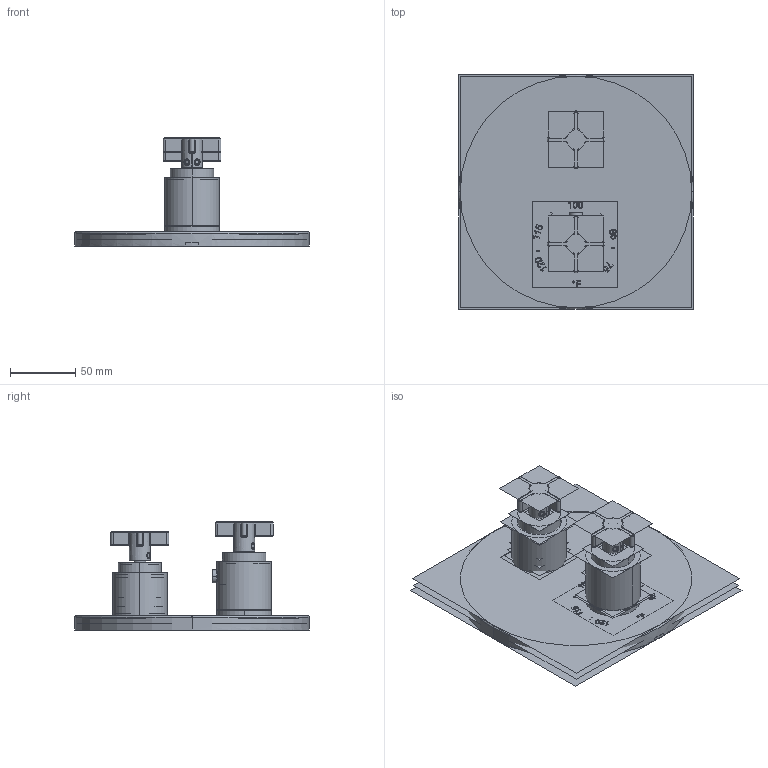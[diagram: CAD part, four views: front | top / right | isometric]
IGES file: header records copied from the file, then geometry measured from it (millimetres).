
Start section:  PTC IGES file: 3-3333tr_asm.igs
Global section: file name: 3-3333tr_asm.igs; native system: Creo Parametric by PTC Inc.; preprocessor: 2018400; author: jinson.thomas; organization: Unknown; date: 20200914.163943; units: inch
Bounding box: 180.09 x 180.09 x 82.84 mm (x, y, z)
Volume: 155428.7 mm3; surface area: 957589.7 mm2
Topology: 15 solids, 19 shells, 2552 faces, 15066 edges, 20287 vertices
Faces by surface type: bspline 1246, revolution 950, extrusion 356
